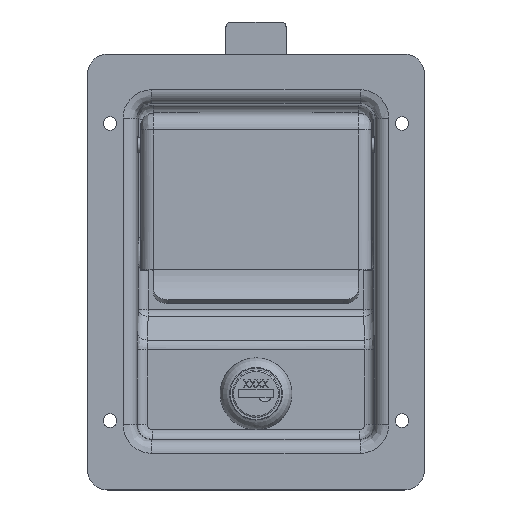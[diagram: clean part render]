
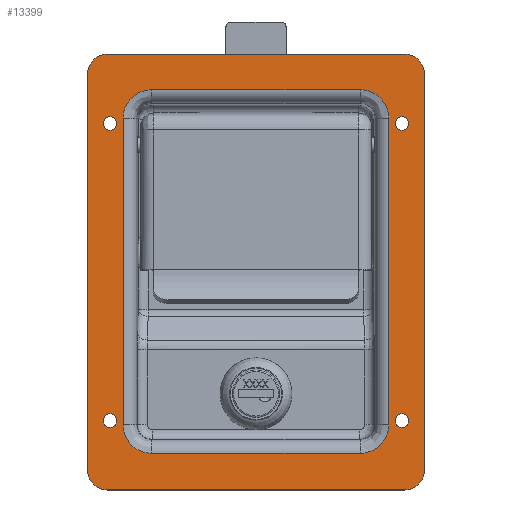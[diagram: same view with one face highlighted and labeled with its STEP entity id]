
A CAD part, top view. The second image highlights one B-rep face of the part: STEP entity #13399.
In plain terms, the highlighted planar face has unit normal (0, 0, 1).
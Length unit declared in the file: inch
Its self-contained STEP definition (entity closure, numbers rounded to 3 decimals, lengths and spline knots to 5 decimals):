
#13138=CARTESIAN_POINT('',(2.125,-2.49681,0.));
#13139=VERTEX_POINT('',#13138);
#13146=CARTESIAN_POINT('',(1.875,-2.74681,0.));
#13147=VERTEX_POINT('',#13146);
#13148=CARTESIAN_POINT('',(1.875,-2.49681,0.));
#13149=DIRECTION('',(0.,0.,-1.0));
#13150=DIRECTION('',(0.707,-0.707,0.));
#13151=AXIS2_PLACEMENT_3D('',#13148,#13149,#13150);
#13152=CIRCLE('',#13151,0.25);
#13153=EDGE_CURVE('',#13139,#13147,#13152,.T.);
#13171=CARTESIAN_POINT('',(2.125,2.50419,0.));
#13172=VERTEX_POINT('',#13171);
#13179=CARTESIAN_POINT('',(2.125,-2.49681,0.));
#13180=DIRECTION('',(0.0,1.0,0.0));
#13181=VECTOR('',#13180,5.001);
#13182=LINE('',#13179,#13181);
#13183=EDGE_CURVE('',#13139,#13172,#13182,.T.);
#13194=CARTESIAN_POINT('',(-1.875,-2.74681,0.));
#13195=VERTEX_POINT('',#13194);
#13202=CARTESIAN_POINT('',(-2.125,-2.49681,0.));
#13203=VERTEX_POINT('',#13202);
#13204=CARTESIAN_POINT('',(-1.875,-2.49681,0.));
#13205=DIRECTION('',(0.,0.,-1.0));
#13206=DIRECTION('',(-0.707,-0.707,0.));
#13207=AXIS2_PLACEMENT_3D('',#13204,#13205,#13206);
#13208=CIRCLE('',#13207,0.25);
#13209=EDGE_CURVE('',#13195,#13203,#13208,.T.);
#13226=CARTESIAN_POINT('',(-2.125,2.50419,0.));
#13227=VERTEX_POINT('',#13226);
#13228=CARTESIAN_POINT('',(-2.125,2.50419,0.));
#13229=DIRECTION('',(0.0,-1.0,0.0));
#13230=VECTOR('',#13229,5.001);
#13231=LINE('',#13228,#13230);
#13232=EDGE_CURVE('',#13227,#13203,#13231,.T.);
#13244=CARTESIAN_POINT('',(0.,-2.10581,0.));
#13245=DIRECTION('',(0.0,0.0,1.0));
#13246=DIRECTION('',(1.0,0.0,0.0));
#13247=AXIS2_PLACEMENT_3D('',#13244,#13245,#13246);
#13248=PLANE('',#13247);
#13249=ORIENTED_EDGE('',*,*,#13153,.F.);
#13250=ORIENTED_EDGE('',*,*,#13183,.T.);
#13251=CARTESIAN_POINT('',(1.875,2.75419,0.));
#13252=VERTEX_POINT('',#13251);
#13253=CARTESIAN_POINT('',(1.875,2.50419,0.));
#13254=DIRECTION('',(0.,0.,-1.0));
#13255=DIRECTION('',(0.707,0.707,0.));
#13256=AXIS2_PLACEMENT_3D('',#13253,#13254,#13255);
#13257=CIRCLE('',#13256,0.25);
#13258=EDGE_CURVE('',#13252,#13172,#13257,.T.);
#13259=ORIENTED_EDGE('',*,*,#13258,.F.);
#13260=CARTESIAN_POINT('',(-1.875,2.75419,0.));
#13261=VERTEX_POINT('',#13260);
#13262=CARTESIAN_POINT('',(1.875,2.75419,0.));
#13263=DIRECTION('',(-1.0,0.0,0.0));
#13264=VECTOR('',#13263,3.75);
#13265=LINE('',#13262,#13264);
#13266=EDGE_CURVE('',#13252,#13261,#13265,.T.);
#13267=ORIENTED_EDGE('',*,*,#13266,.T.);
#13268=CARTESIAN_POINT('',(-1.875,2.50419,0.));
#13269=DIRECTION('',(0.,0.,-1.0));
#13270=DIRECTION('',(-0.707,0.707,0.));
#13271=AXIS2_PLACEMENT_3D('',#13268,#13269,#13270);
#13272=CIRCLE('',#13271,0.25);
#13273=EDGE_CURVE('',#13227,#13261,#13272,.T.);
#13274=ORIENTED_EDGE('',*,*,#13273,.F.);
#13275=ORIENTED_EDGE('',*,*,#13232,.T.);
#13276=ORIENTED_EDGE('',*,*,#13209,.F.);
#13277=CARTESIAN_POINT('',(-1.875,-2.74681,0.));
#13278=DIRECTION('',(1.0,0.0,0.0));
#13279=VECTOR('',#13278,3.75);
#13280=LINE('',#13277,#13279);
#13281=EDGE_CURVE('',#13195,#13147,#13280,.T.);
#13282=ORIENTED_EDGE('',*,*,#13281,.T.);
#13283=EDGE_LOOP('',(#13249,#13250,#13259,#13267,#13274,#13275,#13276,#13282));
#13284=FACE_OUTER_BOUND('',#13283,.T.);
#13285=CARTESIAN_POINT('',(1.67571,1.94432,0.));
#13286=VERTEX_POINT('',#13285);
#13287=CARTESIAN_POINT('',(1.31513,2.3049,0.));
#13288=VERTEX_POINT('',#13287);
#13289=CARTESIAN_POINT('',(1.31469,1.94388,0.));
#13290=DIRECTION('',(0.,0.,1.0));
#13291=DIRECTION('',(0.707,0.707,0.));
#13292=AXIS2_PLACEMENT_3D('',#13289,#13290,#13291);
#13293=ELLIPSE('',#13292,0.36124,0.3608);
#13294=EDGE_CURVE('',#13286,#13288,#13293,.T.);
#13295=ORIENTED_EDGE('',*,*,#13294,.F.);
#13296=CARTESIAN_POINT('',(1.67571,-1.92339,0.));
#13297=VERTEX_POINT('',#13296);
#13298=CARTESIAN_POINT('',(1.67571,-1.92339,0.));
#13299=DIRECTION('',(0.0,1.0,0.0));
#13300=VECTOR('',#13299,3.86772);
#13301=LINE('',#13298,#13300);
#13302=EDGE_CURVE('',#13297,#13286,#13301,.T.);
#13303=ORIENTED_EDGE('',*,*,#13302,.F.);
#13304=CARTESIAN_POINT('',(1.31513,-2.28397,0.));
#13305=VERTEX_POINT('',#13304);
#13306=CARTESIAN_POINT('',(1.31469,-1.92295,0.));
#13307=DIRECTION('',(0.,0.,1.0));
#13308=DIRECTION('',(0.707,-0.707,0.));
#13309=AXIS2_PLACEMENT_3D('',#13306,#13307,#13308);
#13310=ELLIPSE('',#13309,0.36124,0.3608);
#13311=EDGE_CURVE('',#13305,#13297,#13310,.T.);
#13312=ORIENTED_EDGE('',*,*,#13311,.F.);
#13313=CARTESIAN_POINT('',(-1.31713,-2.28397,0.));
#13314=VERTEX_POINT('',#13313);
#13315=CARTESIAN_POINT('',(-1.31713,-2.28397,0.));
#13316=DIRECTION('',(1.0,0.0,0.0));
#13317=VECTOR('',#13316,2.63226);
#13318=LINE('',#13315,#13317);
#13319=EDGE_CURVE('',#13314,#13305,#13318,.T.);
#13320=ORIENTED_EDGE('',*,*,#13319,.F.);
#13321=CARTESIAN_POINT('',(-1.67771,-1.92339,0.));
#13322=VERTEX_POINT('',#13321);
#13323=CARTESIAN_POINT('',(-1.31669,-1.92295,0.));
#13324=DIRECTION('',(0.,0.,1.0));
#13325=DIRECTION('',(-0.707,-0.707,0.));
#13326=AXIS2_PLACEMENT_3D('',#13323,#13324,#13325);
#13327=ELLIPSE('',#13326,0.36124,0.3608);
#13328=EDGE_CURVE('',#13322,#13314,#13327,.T.);
#13329=ORIENTED_EDGE('',*,*,#13328,.F.);
#13330=CARTESIAN_POINT('',(-1.67771,1.94432,0.));
#13331=VERTEX_POINT('',#13330);
#13332=CARTESIAN_POINT('',(-1.67771,1.94432,0.));
#13333=DIRECTION('',(0.0,-1.0,0.0));
#13334=VECTOR('',#13333,3.86772);
#13335=LINE('',#13332,#13334);
#13336=EDGE_CURVE('',#13331,#13322,#13335,.T.);
#13337=ORIENTED_EDGE('',*,*,#13336,.F.);
#13338=CARTESIAN_POINT('',(-1.31713,2.3049,0.));
#13339=VERTEX_POINT('',#13338);
#13340=CARTESIAN_POINT('',(-1.31669,1.94388,0.));
#13341=DIRECTION('',(0.,0.,1.0));
#13342=DIRECTION('',(-0.707,0.707,0.));
#13343=AXIS2_PLACEMENT_3D('',#13340,#13341,#13342);
#13344=ELLIPSE('',#13343,0.36124,0.3608);
#13345=EDGE_CURVE('',#13339,#13331,#13344,.T.);
#13346=ORIENTED_EDGE('',*,*,#13345,.F.);
#13347=CARTESIAN_POINT('',(1.31513,2.3049,0.));
#13348=DIRECTION('',(-1.0,0.0,0.0));
#13349=VECTOR('',#13348,2.63226);
#13350=LINE('',#13347,#13349);
#13351=EDGE_CURVE('',#13288,#13339,#13350,.T.);
#13352=ORIENTED_EDGE('',*,*,#13351,.F.);
#13353=EDGE_LOOP('',(#13295,#13303,#13312,#13320,#13329,#13337,#13346,#13352));
#13354=FACE_BOUND('',#13353,.T.);
#13355=CARTESIAN_POINT('',(1.8435,-1.78631,0.));
#13356=VERTEX_POINT('',#13355);
#13357=CARTESIAN_POINT('',(1.8435,-1.87181,0.));
#13358=DIRECTION('',(0.0,0.0,-1.0));
#13359=DIRECTION('',(0.0,-1.0,0.0));
#13360=AXIS2_PLACEMENT_3D('',#13357,#13358,#13359);
#13361=CIRCLE('',#13360,0.0855);
#13362=EDGE_CURVE('',#13356,#13356,#13361,.T.);
#13363=ORIENTED_EDGE('',*,*,#13362,.T.);
#13364=EDGE_LOOP('',(#13363));
#13365=FACE_BOUND('',#13364,.T.);
#13366=CARTESIAN_POINT('',(1.8435,1.96369,0.));
#13367=VERTEX_POINT('',#13366);
#13368=CARTESIAN_POINT('',(1.8435,1.87819,0.));
#13369=DIRECTION('',(0.0,0.0,-1.0));
#13370=DIRECTION('',(0.0,-1.0,0.0));
#13371=AXIS2_PLACEMENT_3D('',#13368,#13369,#13370);
#13372=CIRCLE('',#13371,0.0855);
#13373=EDGE_CURVE('',#13367,#13367,#13372,.T.);
#13374=ORIENTED_EDGE('',*,*,#13373,.T.);
#13375=EDGE_LOOP('',(#13374));
#13376=FACE_BOUND('',#13375,.T.);
#13377=CARTESIAN_POINT('',(-1.844,1.96369,0.));
#13378=VERTEX_POINT('',#13377);
#13379=CARTESIAN_POINT('',(-1.844,1.87819,0.));
#13380=DIRECTION('',(0.0,0.0,-1.0));
#13381=DIRECTION('',(0.0,-1.0,0.0));
#13382=AXIS2_PLACEMENT_3D('',#13379,#13380,#13381);
#13383=CIRCLE('',#13382,0.0855);
#13384=EDGE_CURVE('',#13378,#13378,#13383,.T.);
#13385=ORIENTED_EDGE('',*,*,#13384,.T.);
#13386=EDGE_LOOP('',(#13385));
#13387=FACE_BOUND('',#13386,.T.);
#13388=CARTESIAN_POINT('',(-1.844,-1.78631,0.));
#13389=VERTEX_POINT('',#13388);
#13390=CARTESIAN_POINT('',(-1.844,-1.87181,0.));
#13391=DIRECTION('',(0.0,0.0,-1.0));
#13392=DIRECTION('',(0.0,-1.0,0.0));
#13393=AXIS2_PLACEMENT_3D('',#13390,#13391,#13392);
#13394=CIRCLE('',#13393,0.0855);
#13395=EDGE_CURVE('',#13389,#13389,#13394,.T.);
#13396=ORIENTED_EDGE('',*,*,#13395,.T.);
#13397=EDGE_LOOP('',(#13396));
#13398=FACE_BOUND('',#13397,.T.);
#13399=ADVANCED_FACE('',(#13284,#13354,#13365,#13376,#13387,#13398),#13248,.T.);
